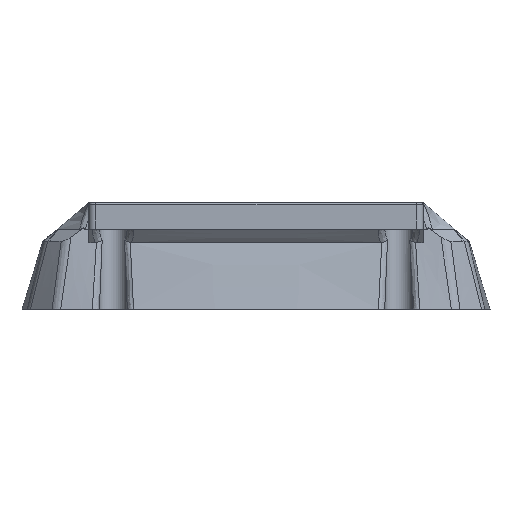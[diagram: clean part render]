
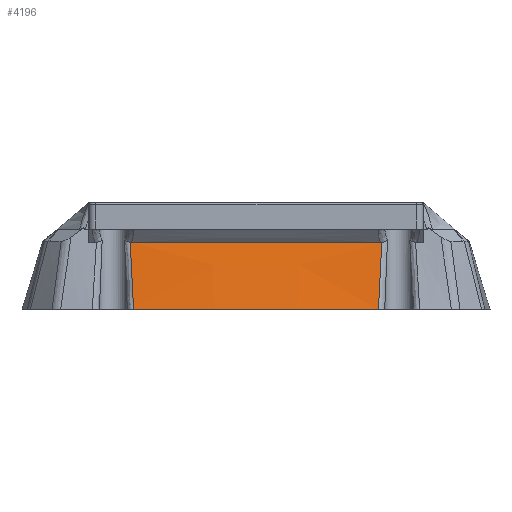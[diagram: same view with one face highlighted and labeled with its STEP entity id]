
A CAD part, left-side view. The second image highlights one B-rep face of the part: STEP entity #4196.
In plain terms, the highlighted free-form (B-spline) face has degree [3, 3] with [4, 4] control points.
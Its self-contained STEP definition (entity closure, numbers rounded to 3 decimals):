
#31=B_SPLINE_SURFACE_WITH_KNOTS('',3,3,((#7428,#7429,#7430,#7431),(#7432,
#7433,#7434,#7435),(#7436,#7437,#7438,#7439),(#7440,#7441,#7442,#7443)),
 .UNSPECIFIED.,.F.,.F.,.F.,(4,4),(4,4),(0.171,0.829),
(0.,0.837),.UNSPECIFIED.);
#213=CIRCLE('',#4508,307.25);
#279=B_SPLINE_CURVE_WITH_KNOTS('',3,(#6568,#6569,#6570,#6571),
 .UNSPECIFIED.,.F.,.F.,(4,4),(-1.021,0.),
 .UNSPECIFIED.);
#283=B_SPLINE_CURVE_WITH_KNOTS('',3,(#6647,#6648,#6649,#6650),
 .UNSPECIFIED.,.F.,.F.,(4,4),(-1.022,-1.021),
 .UNSPECIFIED.);
#287=B_SPLINE_CURVE_WITH_KNOTS('',3,(#6692,#6693,#6694,#6695,#6696,#6697,
#6698),.UNSPECIFIED.,.F.,.F.,(4,3,4),(-0.018,-0.006,
-0.003),.UNSPECIFIED.);
#290=B_SPLINE_CURVE_WITH_KNOTS('',3,(#6725,#6726,#6727,#6728),
 .UNSPECIFIED.,.F.,.F.,(4,4),(0.171,0.829),
 .UNSPECIFIED.);
#321=B_SPLINE_CURVE_WITH_KNOTS('',3,(#7336,#7337,#7338,#7339),
 .UNSPECIFIED.,.F.,.F.,(4,4),(-1.223,-0.202),
 .UNSPECIFIED.);
#322=B_SPLINE_CURVE_WITH_KNOTS('',3,(#7341,#7342,#7343,#7344),
 .UNSPECIFIED.,.F.,.F.,(4,4),(-0.202,-0.201),
 .UNSPECIFIED.);
#326=B_SPLINE_CURVE_WITH_KNOTS('',3,(#7411,#7412,#7413,#7414,#7415,#7416,
#7417),.UNSPECIFIED.,.F.,.F.,(4,3,4),(-0.015,-0.002,
0.),.UNSPECIFIED.);
#478=FACE_OUTER_BOUND('',#728,.T.);
#728=EDGE_LOOP('',(#3364,#3365,#3366,#3367,#3368,#3369,#3370,#3371));
#1859=VERTEX_POINT('',#6566);
#1860=VERTEX_POINT('',#6567);
#1863=VERTEX_POINT('',#6615);
#1866=VERTEX_POINT('',#6687);
#1868=VERTEX_POINT('',#6720);
#1877=VERTEX_POINT('',#6886);
#1939=VERTEX_POINT('',#7335);
#1940=VERTEX_POINT('',#7340);
#2363=EDGE_CURVE('',#1859,#1860,#279,.T.);
#2367=EDGE_CURVE('',#1863,#1859,#283,.T.);
#2371=EDGE_CURVE('',#1866,#1863,#287,.T.);
#2374=EDGE_CURVE('',#1868,#1866,#290,.T.);
#2384=EDGE_CURVE('',#1860,#1877,#213,.T.);
#2454=EDGE_CURVE('',#1877,#1939,#321,.T.);
#2455=EDGE_CURVE('',#1939,#1940,#322,.T.);
#2459=EDGE_CURVE('',#1940,#1868,#326,.T.);
#3364=ORIENTED_EDGE('',*,*,#2363,.F.);
#3365=ORIENTED_EDGE('',*,*,#2367,.F.);
#3366=ORIENTED_EDGE('',*,*,#2371,.F.);
#3367=ORIENTED_EDGE('',*,*,#2374,.F.);
#3368=ORIENTED_EDGE('',*,*,#2459,.F.);
#3369=ORIENTED_EDGE('',*,*,#2455,.F.);
#3370=ORIENTED_EDGE('',*,*,#2454,.F.);
#3371=ORIENTED_EDGE('',*,*,#2384,.F.);
#4196=ADVANCED_FACE('',(#478),#31,.T.);
#4508=AXIS2_PLACEMENT_3D('',#6887,#5205,#5206);
#5205=DIRECTION('center_axis',(0.,0.,-1.));
#5206=DIRECTION('ref_axis',(-0.993,-0.114,0.));
#6566=CARTESIAN_POINT('',(-37.722,-18.812,10.026));
#6567=CARTESIAN_POINT('',(-39.454,-18.309,0.));
#6568=CARTESIAN_POINT('Ctrl Pts',(-37.722,-18.812,10.026));
#6569=CARTESIAN_POINT('Ctrl Pts',(-38.275,-18.445,6.697));
#6570=CARTESIAN_POINT('Ctrl Pts',(-38.864,-18.3,3.348));
#6571=CARTESIAN_POINT('Ctrl Pts',(-39.454,-18.309,0.));
#6615=CARTESIAN_POINT('',(-37.72,-18.813,10.039));
#6647=CARTESIAN_POINT('Ctrl Pts',(-37.72,-18.813,10.039));
#6648=CARTESIAN_POINT('Ctrl Pts',(-37.721,-18.813,10.035));
#6649=CARTESIAN_POINT('Ctrl Pts',(-37.721,-18.812,10.031));
#6650=CARTESIAN_POINT('Ctrl Pts',(-37.722,-18.812,10.026));
#6687=CARTESIAN_POINT('',(-37.724,-18.666,10.027));
#6692=CARTESIAN_POINT('Ctrl Pts',(-37.723,-18.665,10.026));
#6693=CARTESIAN_POINT('Ctrl Pts',(-37.723,-18.706,10.026));
#6694=CARTESIAN_POINT('Ctrl Pts',(-37.722,-18.747,10.029));
#6695=CARTESIAN_POINT('Ctrl Pts',(-37.72,-18.788,10.035));
#6696=CARTESIAN_POINT('Ctrl Pts',(-37.72,-18.796,10.036));
#6697=CARTESIAN_POINT('Ctrl Pts',(-37.72,-18.805,10.037));
#6698=CARTESIAN_POINT('Ctrl Pts',(-37.719,-18.813,10.039));
#6720=CARTESIAN_POINT('',(-37.724,18.666,10.027));
#6725=CARTESIAN_POINT('Ctrl Pts',(-37.724,18.666,10.027));
#6726=CARTESIAN_POINT('Ctrl Pts',(-37.857,6.222,10.049));
#6727=CARTESIAN_POINT('Ctrl Pts',(-37.857,-6.222,10.049));
#6728=CARTESIAN_POINT('Ctrl Pts',(-37.724,-18.666,10.027));
#6886=CARTESIAN_POINT('',(-39.454,18.309,0.));
#6887=CARTESIAN_POINT('Origin',(267.25,0.,
0.));
#7335=CARTESIAN_POINT('',(-37.722,18.812,10.026));
#7336=CARTESIAN_POINT('Ctrl Pts',(-39.454,18.309,0.));
#7337=CARTESIAN_POINT('Ctrl Pts',(-38.864,18.3,3.348));
#7338=CARTESIAN_POINT('Ctrl Pts',(-38.275,18.445,6.697));
#7339=CARTESIAN_POINT('Ctrl Pts',(-37.722,18.812,10.026));
#7340=CARTESIAN_POINT('',(-37.72,18.813,10.039));
#7341=CARTESIAN_POINT('Ctrl Pts',(-37.722,18.812,10.026));
#7342=CARTESIAN_POINT('Ctrl Pts',(-37.721,18.812,10.031));
#7343=CARTESIAN_POINT('Ctrl Pts',(-37.721,18.813,10.035));
#7344=CARTESIAN_POINT('Ctrl Pts',(-37.72,18.813,10.039));
#7411=CARTESIAN_POINT('Ctrl Pts',(-37.719,18.813,10.039));
#7412=CARTESIAN_POINT('Ctrl Pts',(-37.721,18.772,10.031));
#7413=CARTESIAN_POINT('Ctrl Pts',(-37.722,18.729,10.027));
#7414=CARTESIAN_POINT('Ctrl Pts',(-37.723,18.687,10.026));
#7415=CARTESIAN_POINT('Ctrl Pts',(-37.723,18.68,10.026));
#7416=CARTESIAN_POINT('Ctrl Pts',(-37.723,18.672,10.026));
#7417=CARTESIAN_POINT('Ctrl Pts',(-37.723,18.665,10.026));
#7428=CARTESIAN_POINT('Ctrl Pts',(-39.365,19.749,0.));
#7429=CARTESIAN_POINT('Ctrl Pts',(-38.816,19.437,3.348));
#7430=CARTESIAN_POINT('Ctrl Pts',(-38.268,19.125,6.697));
#7431=CARTESIAN_POINT('Ctrl Pts',(-37.719,18.813,10.045));
#7432=CARTESIAN_POINT('Ctrl Pts',(-40.211,6.601,0.));
#7433=CARTESIAN_POINT('Ctrl Pts',(-39.427,6.492,3.348));
#7434=CARTESIAN_POINT('Ctrl Pts',(-38.642,6.383,6.697));
#7435=CARTESIAN_POINT('Ctrl Pts',(-37.857,6.274,10.045));
#7436=CARTESIAN_POINT('Ctrl Pts',(-40.211,-6.601,0.));
#7437=CARTESIAN_POINT('Ctrl Pts',(-39.427,-6.492,3.348));
#7438=CARTESIAN_POINT('Ctrl Pts',(-38.642,-6.383,6.697));
#7439=CARTESIAN_POINT('Ctrl Pts',(-37.857,-6.274,10.045));
#7440=CARTESIAN_POINT('Ctrl Pts',(-39.365,-19.749,0.));
#7441=CARTESIAN_POINT('Ctrl Pts',(-38.816,-19.437,3.348));
#7442=CARTESIAN_POINT('Ctrl Pts',(-38.268,-19.125,6.697));
#7443=CARTESIAN_POINT('Ctrl Pts',(-37.719,-18.813,10.045));
